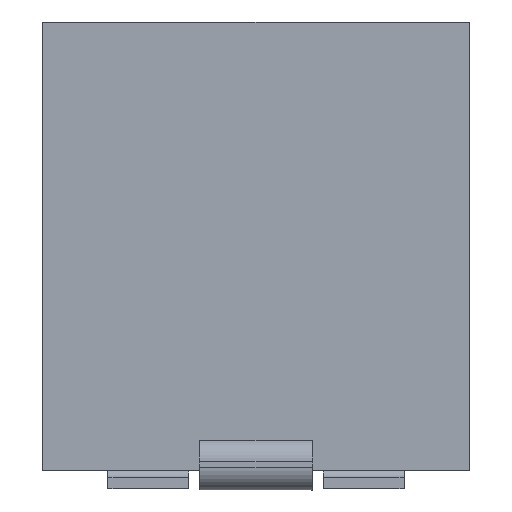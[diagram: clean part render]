
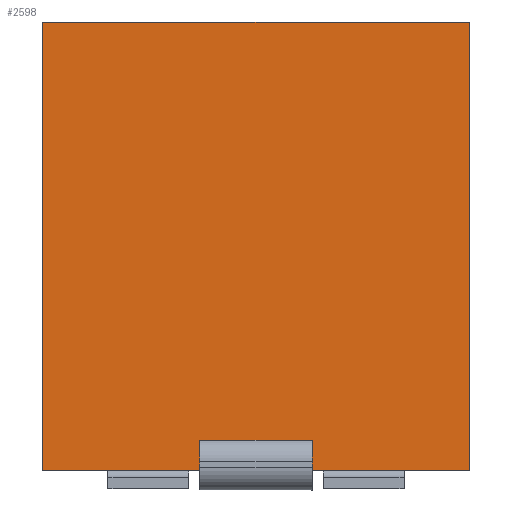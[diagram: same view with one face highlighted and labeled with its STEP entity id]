
A CAD part, front view. The second image highlights one B-rep face of the part: STEP entity #2598.
In plain terms, the highlighted planar face has unit normal (0, -1, 0).
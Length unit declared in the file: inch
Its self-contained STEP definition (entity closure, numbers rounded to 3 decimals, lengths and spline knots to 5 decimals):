
#15 = EDGE_CURVE ( 'NONE', #2654, #193, #1559, .T. ) ;
#32 = CARTESIAN_POINT ( 'NONE',  ( -0.048, -0.044, -0.06 ) ) ;
#193 = VERTEX_POINT ( 'NONE', #1643 ) ;
#272 = DIRECTION ( 'NONE',  ( 1., 0., 0. ) ) ;
#299 = PLANE ( 'NONE',  #1844 ) ;
#325 = EDGE_CURVE ( 'NONE', #1566, #1778, #3554, .T. ) ;
#414 = CARTESIAN_POINT ( 'NONE',  ( 0.022, -0.044, -0.1564 ) ) ;
#472 = VECTOR ( 'NONE', #2837, 39.37008 ) ;
#591 = CARTESIAN_POINT ( 'NONE',  ( 0.059, -0.044, -0.17 ) ) ;
#721 = EDGE_CURVE ( 'NONE', #1778, #2937, #2974, .T. ) ;
#723 = ORIENTED_EDGE ( 'NONE', *, *, #15, .T. ) ;
#935 = DIRECTION ( 'NONE',  ( 0., 0., -1. ) ) ;
#939 = LINE ( 'NONE', #1886, #1004 ) ;
#945 = ORIENTED_EDGE ( 'NONE', *, *, #1552, .T. ) ;
#991 = LINE ( 'NONE', #2142, #1813 ) ;
#1004 = VECTOR ( 'NONE', #1542, 39.37008 ) ;
#1011 = VECTOR ( 'NONE', #1075, 39.37008 ) ;
#1057 = CARTESIAN_POINT ( 'NONE',  ( 0.059, -0.044, -0.1564 ) ) ;
#1060 = ORIENTED_EDGE ( 'NONE', *, *, #1166, .T. ) ;
#1075 = DIRECTION ( 'NONE',  ( 1., 0., 0. ) ) ;
#1147 = VERTEX_POINT ( 'NONE', #1199 ) ;
#1166 = EDGE_CURVE ( 'NONE', #2937, #3485, #2251, .T. ) ;
#1199 = CARTESIAN_POINT ( 'NONE',  ( 0.072, -0.044, -0.16185 ) ) ;
#1360 = ORIENTED_EDGE ( 'NONE', *, *, #721, .T. ) ;
#1528 = ORIENTED_EDGE ( 'NONE', *, *, #2993, .T. ) ;
#1542 = DIRECTION ( 'NONE',  ( -1., 0., 0. ) ) ;
#1552 = EDGE_CURVE ( 'NONE', #1589, #2654, #991, .T. ) ;
#1559 = LINE ( 'NONE', #1057, #1011 ) ;
#1566 = VERTEX_POINT ( 'NONE', #1586 ) ;
#1581 = CARTESIAN_POINT ( 'NONE',  ( 0.059, -0.044, 0.03 ) ) ;
#1586 = CARTESIAN_POINT ( 'NONE',  ( 0.142, -0.044, -0.17 ) ) ;
#1589 = VERTEX_POINT ( 'NONE', #3000 ) ;
#1643 = CARTESIAN_POINT ( 'NONE',  ( 0.072, -0.044, -0.1564 ) ) ;
#1645 = CARTESIAN_POINT ( 'NONE',  ( 0.142, -0.044, 0.03 ) ) ;
#1648 = CARTESIAN_POINT ( 'NONE',  ( 0.059, -0.044, -0.06 ) ) ;
#1685 = DIRECTION ( 'NONE',  ( 0., 0., -1. ) ) ;
#1694 = LINE ( 'NONE', #3409, #472 ) ;
#1700 = CARTESIAN_POINT ( 'NONE',  ( -0.048, -0.044, -0.17 ) ) ;
#1778 = VERTEX_POINT ( 'NONE', #1645 ) ;
#1784 = VECTOR ( 'NONE', #272, 39.37008 ) ;
#1813 = VECTOR ( 'NONE', #1866, 39.37008 ) ;
#1844 = AXIS2_PLACEMENT_3D ( 'NONE', #1648, #3606, #935 ) ;
#1866 = DIRECTION ( 'NONE',  ( 0., 0., 1. ) ) ;
#1886 = CARTESIAN_POINT ( 'NONE',  ( 0.059, -0.044, -0.16185 ) ) ;
#2047 = EDGE_CURVE ( 'NONE', #3485, #1566, #3123, .T. ) ;
#2066 = EDGE_CURVE ( 'NONE', #193, #1147, #1694, .T. ) ;
#2142 = CARTESIAN_POINT ( 'NONE',  ( 0.022, -0.044, -0.06 ) ) ;
#2251 = LINE ( 'NONE', #32, #2776 ) ;
#2357 = VECTOR ( 'NONE', #2469, 39.37008 ) ;
#2390 = CARTESIAN_POINT ( 'NONE',  ( 0.142, -0.044, -0.06 ) ) ;
#2469 = DIRECTION ( 'NONE',  ( -1., 0., 0. ) ) ;
#2550 = ORIENTED_EDGE ( 'NONE', *, *, #2047, .T. ) ;
#2594 = FACE_BOUND ( 'NONE', #2882, .T. ) ;
#2598 = ADVANCED_FACE ( 'NONE', ( #2594, #2855 ), #299, .T. ) ;
#2642 = EDGE_LOOP ( 'NONE', ( #1060, #2550, #3584, #1360 ) ) ;
#2654 = VERTEX_POINT ( 'NONE', #414 ) ;
#2776 = VECTOR ( 'NONE', #1685, 39.37008 ) ;
#2837 = DIRECTION ( 'NONE',  ( 0., 0., -1. ) ) ;
#2855 = FACE_OUTER_BOUND ( 'NONE', #2642, .T. ) ;
#2882 = EDGE_LOOP ( 'NONE', ( #945, #723, #3159, #1528 ) ) ;
#2937 = VERTEX_POINT ( 'NONE', #3155 ) ;
#2974 = LINE ( 'NONE', #1581, #2357 ) ;
#2993 = EDGE_CURVE ( 'NONE', #1147, #1589, #939, .T. ) ;
#3000 = CARTESIAN_POINT ( 'NONE',  ( 0.022, -0.044, -0.16185 ) ) ;
#3123 = LINE ( 'NONE', #591, #1784 ) ;
#3155 = CARTESIAN_POINT ( 'NONE',  ( -0.048, -0.044, 0.03 ) ) ;
#3159 = ORIENTED_EDGE ( 'NONE', *, *, #2066, .T. ) ;
#3219 = DIRECTION ( 'NONE',  ( 0., 0., 1. ) ) ;
#3409 = CARTESIAN_POINT ( 'NONE',  ( 0.072, -0.044, -0.06 ) ) ;
#3485 = VERTEX_POINT ( 'NONE', #1700 ) ;
#3554 = LINE ( 'NONE', #2390, #3648 ) ;
#3584 = ORIENTED_EDGE ( 'NONE', *, *, #325, .T. ) ;
#3606 = DIRECTION ( 'NONE',  ( 0., -1., 0. ) ) ;
#3648 = VECTOR ( 'NONE', #3219, 39.37008 ) ;
